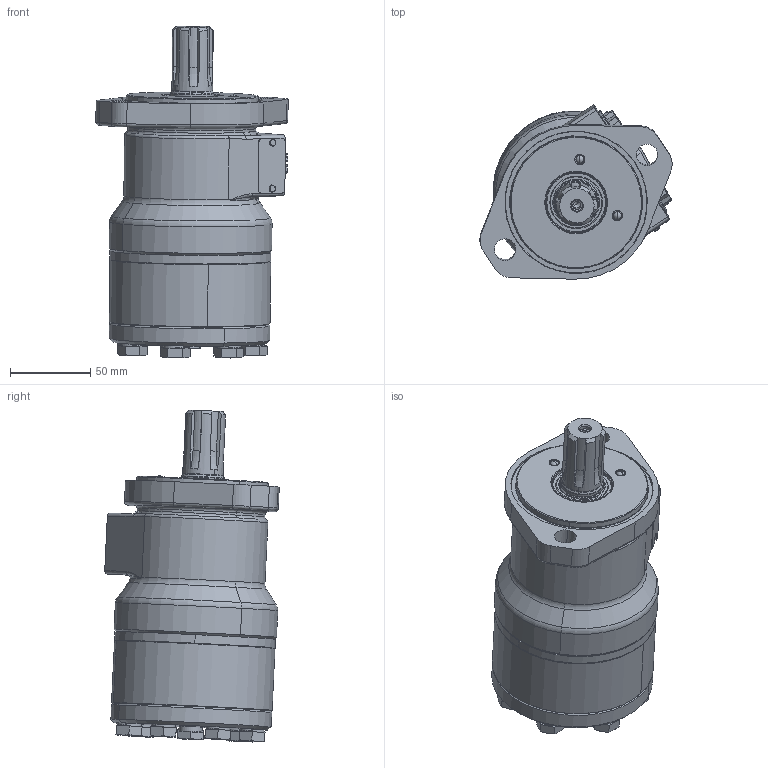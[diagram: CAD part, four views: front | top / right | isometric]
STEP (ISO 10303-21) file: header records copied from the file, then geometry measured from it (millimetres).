
FILE_DESCRIPTION((''),'2;1');
FILE_NAME('251XXXA7102BAAAA_SW0002','2020-10-27T',('U374100'),(''),'CREO PARAMETRIC BY PTC INC, 2015480','CREO PARAMETRIC BY PTC INC, 2015480','');
FILE_SCHEMA(('CONFIG_CONTROL_DESIGN'));
Products named in the file (1): 251XXXA7102BAAAA_SW0002
Bounding box: 119.86 x 108.82 x 207.02 mm (x, y, z)
Volume: 824857.3 mm3; surface area: 162957.6 mm2
Topology: 2 solids, 5 shells, 1445 faces, 3538 edges, 2129 vertices
Faces by surface type: cylinder 509, plane 418, cone 195, bspline 165, torus 118, sphere 40
Entity records: 64169 total; most frequent: CARTESIAN_POINT 31560, ORIENTED_EDGE 6992, DIRECTION 6503, EDGE_CURVE 3496, AXIS2_PLACEMENT_3D 2552, VERTEX_POINT 2129, EDGE_LOOP 1563, FACE_OUTER_BOUND 1445
